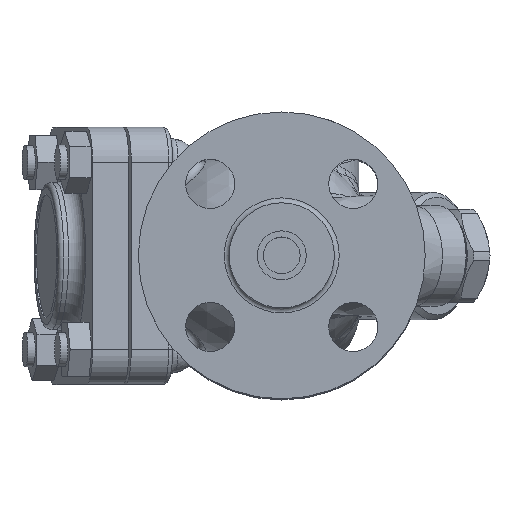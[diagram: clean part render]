
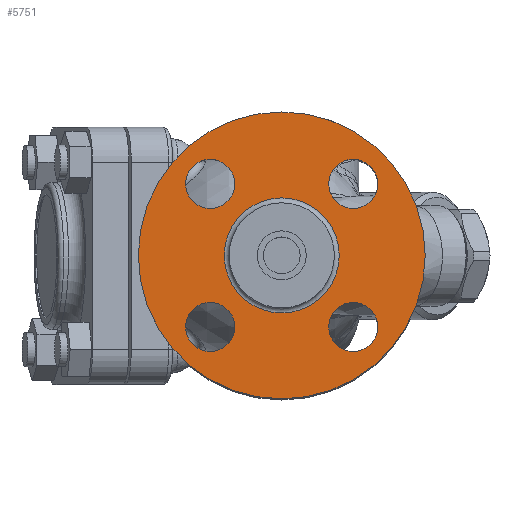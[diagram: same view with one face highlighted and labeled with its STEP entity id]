
A CAD part, top view. The second image highlights one B-rep face of the part: STEP entity #5751.
In plain terms, the highlighted planar face has unit normal (0, 0, 1).
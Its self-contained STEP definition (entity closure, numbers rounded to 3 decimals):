
#962=PLANE('',#6190);
#1123=FACE_BOUND('',#1695,.T.);
#1124=FACE_BOUND('',#1696,.T.);
#1125=FACE_BOUND('',#1697,.T.);
#1126=FACE_BOUND('',#1698,.T.);
#1127=FACE_BOUND('',#1699,.T.);
#1257=FACE_OUTER_BOUND('',#1694,.T.);
#1694=EDGE_LOOP('',(#4054));
#1695=EDGE_LOOP('',(#4055));
#1696=EDGE_LOOP('',(#4056));
#1697=EDGE_LOOP('',(#4057));
#1698=EDGE_LOOP('',(#4058));
#1699=EDGE_LOOP('',(#4059));
#2207=CIRCLE('',#6186,58.5);
#2208=CIRCLE('',#6188,23.45);
#2210=CIRCLE('',#6191,10.);
#2211=CIRCLE('',#6192,10.);
#2212=CIRCLE('',#6193,10.);
#2213=CIRCLE('',#6194,10.);
#2588=VERTEX_POINT('',#8626);
#2589=VERTEX_POINT('',#8629);
#2591=VERTEX_POINT('',#8634);
#2592=VERTEX_POINT('',#8636);
#2593=VERTEX_POINT('',#8638);
#2594=VERTEX_POINT('',#8640);
#3152=EDGE_CURVE('',#2588,#2588,#2207,.T.);
#3153=EDGE_CURVE('',#2589,#2589,#2208,.T.);
#3155=EDGE_CURVE('',#2591,#2591,#2210,.T.);
#3156=EDGE_CURVE('',#2592,#2592,#2211,.T.);
#3157=EDGE_CURVE('',#2593,#2593,#2212,.T.);
#3158=EDGE_CURVE('',#2594,#2594,#2213,.T.);
#4054=ORIENTED_EDGE('',*,*,#3152,.T.);
#4055=ORIENTED_EDGE('',*,*,#3155,.T.);
#4056=ORIENTED_EDGE('',*,*,#3156,.T.);
#4057=ORIENTED_EDGE('',*,*,#3157,.T.);
#4058=ORIENTED_EDGE('',*,*,#3158,.T.);
#4059=ORIENTED_EDGE('',*,*,#3153,.F.);
#5751=ADVANCED_FACE('',(#1257,#1123,#1124,#1125,#1126,#1127),#962,.T.);
#6186=AXIS2_PLACEMENT_3D('',#8627,#6948,#6949);
#6188=AXIS2_PLACEMENT_3D('',#8630,#6952,#6953);
#6190=AXIS2_PLACEMENT_3D('',#8633,#6956,#6957);
#6191=AXIS2_PLACEMENT_3D('',#8635,#6958,#6959);
#6192=AXIS2_PLACEMENT_3D('',#8637,#6960,#6961);
#6193=AXIS2_PLACEMENT_3D('',#8639,#6962,#6963);
#6194=AXIS2_PLACEMENT_3D('',#8641,#6964,#6965);
#6948=DIRECTION('center_axis',(0.,0.,1.));
#6949=DIRECTION('ref_axis',(1.,0.,0.));
#6952=DIRECTION('center_axis',(0.,0.,1.));
#6953=DIRECTION('ref_axis',(-1.,0.,0.));
#6956=DIRECTION('center_axis',(0.,0.,1.));
#6957=DIRECTION('ref_axis',(1.,0.,0.));
#6958=DIRECTION('center_axis',(0.,0.,-1.));
#6959=DIRECTION('ref_axis',(1.,0.,0.));
#6960=DIRECTION('center_axis',(0.,0.,-1.));
#6961=DIRECTION('ref_axis',(0.,1.,0.));
#6962=DIRECTION('center_axis',(0.,0.,-1.));
#6963=DIRECTION('ref_axis',(-1.,0.,0.));
#6964=DIRECTION('center_axis',(0.,0.,-1.));
#6965=DIRECTION('ref_axis',(0.,-1.,0.));
#8626=CARTESIAN_POINT('',(58.5,0.,149.1));
#8627=CARTESIAN_POINT('Origin',(0.,0.,149.1));
#8629=CARTESIAN_POINT('',(23.45,0.,149.1));
#8630=CARTESIAN_POINT('Origin',(0.,0.,149.1));
#8633=CARTESIAN_POINT('Origin',(21.45,0.,149.1));
#8634=CARTESIAN_POINT('',(-19.168,29.168,149.1));
#8635=CARTESIAN_POINT('Origin',(-29.168,29.168,149.1));
#8636=CARTESIAN_POINT('',(-29.168,-19.168,149.1));
#8637=CARTESIAN_POINT('Origin',(-29.168,-29.168,149.1));
#8638=CARTESIAN_POINT('',(19.168,-29.168,149.1));
#8639=CARTESIAN_POINT('Origin',(29.168,-29.168,149.1));
#8640=CARTESIAN_POINT('',(29.168,19.168,149.1));
#8641=CARTESIAN_POINT('Origin',(29.168,29.168,149.1));
